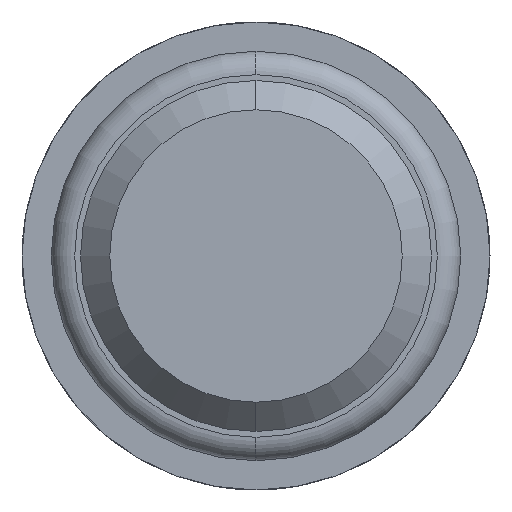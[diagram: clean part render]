
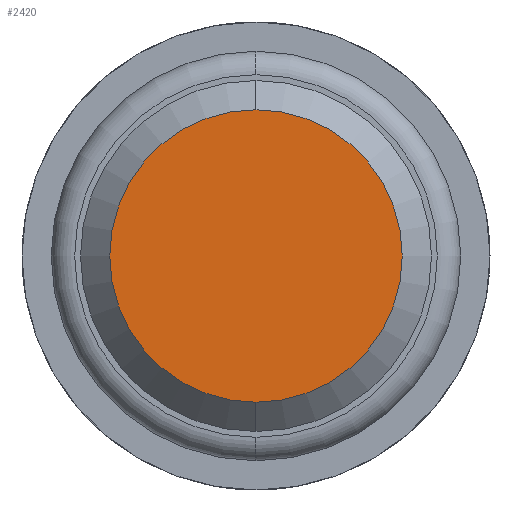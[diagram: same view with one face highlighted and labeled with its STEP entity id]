
A CAD part, front view. The second image highlights one B-rep face of the part: STEP entity #2420.
In plain terms, the highlighted planar face has unit normal (0, -1, 0).
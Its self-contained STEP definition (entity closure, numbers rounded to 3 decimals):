
#162 = AXIS2_PLACEMENT_3D ( 'NONE', #1059, #1675, #474 ) ;
#474 = DIRECTION ( 'NONE',  ( 0., 0., 1. ) ) ;
#524 = CIRCLE ( 'NONE', #162, 1.25 ) ;
#1059 = CARTESIAN_POINT ( 'NONE',  ( 0., -34.6, 0. ) ) ;
#1197 = PLANE ( 'NONE',  #6352 ) ;
#1241 = DIRECTION ( 'NONE',  ( 0., -1., 0. ) ) ;
#1647 = CARTESIAN_POINT ( 'NONE',  ( 0., -34.6, -1.25 ) ) ;
#1675 = DIRECTION ( 'NONE',  ( 0., -1., 0. ) ) ;
#2420 = ADVANCED_FACE ( 'Defeature ausgef�hrt3_4', ( #3435 ), #1197, .F. ) ;
#2646 = DIRECTION ( 'NONE',  ( 0., 1., 0. ) ) ;
#2837 = AXIS2_PLACEMENT_3D ( 'NONE', #5470, #1241, #4879 ) ;
#3435 = FACE_OUTER_BOUND ( 'NONE', #7616, .T. ) ;
#4302 = VERTEX_POINT ( 'NONE', #1647 ) ;
#4879 = DIRECTION ( 'NONE',  ( 0., 0., 1. ) ) ;
#5051 = CIRCLE ( 'NONE', #2837, 1.25 ) ;
#5131 = CARTESIAN_POINT ( 'NONE',  ( 0., -34.6, 1.25 ) ) ;
#5266 = EDGE_CURVE ( 'Defeature ausgef�hrt3_4+Defeature ausgef�hrt3_3+Defeature ausgef�hrt3_3+Defeature ausgef�hrt3_3', #7556, #4302, #524, .T. ) ;
#5470 = CARTESIAN_POINT ( 'NONE',  ( 0., -34.6, 0. ) ) ;
#5532 = ORIENTED_EDGE ( 'NONE', *, *, #6866, .T. ) ;
#6261 = DIRECTION ( 'NONE',  ( 0., 0., 1. ) ) ;
#6352 = AXIS2_PLACEMENT_3D ( 'NONE', #6693, #2646, #6261 ) ;
#6693 = CARTESIAN_POINT ( 'NONE',  ( 0., -34.6, 0. ) ) ;
#6866 = EDGE_CURVE ( 'Defeature ausgef�hrt3_4+Defeature ausgef�hrt3_3+Defeature ausgef�hrt3_3+Defeature ausgef�hrt3_3', #4302, #7556, #5051, .T. ) ;
#7269 = ORIENTED_EDGE ( 'NONE', *, *, #5266, .T. ) ;
#7556 = VERTEX_POINT ( 'NONE', #5131 ) ;
#7616 = EDGE_LOOP ( 'NONE', ( #7269, #5532 ) ) ;
